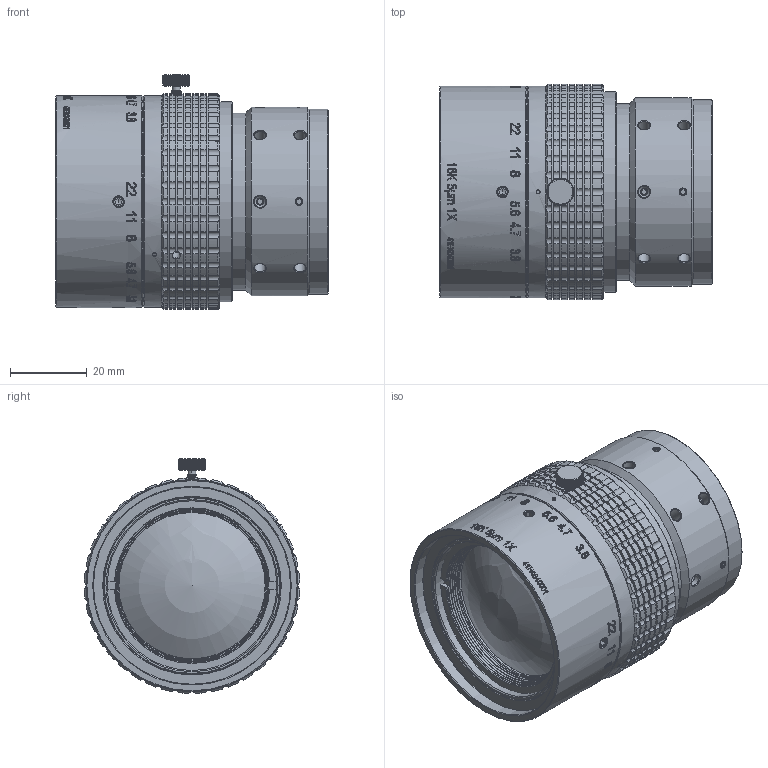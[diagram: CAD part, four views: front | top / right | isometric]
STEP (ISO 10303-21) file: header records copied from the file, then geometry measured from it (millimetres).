
FILE_DESCRIPTION(/* description */ (''),/* implementation_level */ '2;1');
FILE_NAME(/* name */ 'PLS16100APO-B1_stp.stp',/* time_stamp */ '2023-04-18T09:13:57+08:00',/* author */ (''),/* organization */ (''),/* preprocessor_version */ 'ST-DEVELOPER v16',/* originating_system */ 'SIEMENS PLM Software NX 10.0',/* authorisation */ '');
FILE_SCHEMA (('AUTOMOTIVE_DESIGN { 1 0 10303 214 3 1 1 1 }'));
Length unit declared in the file: millimetre
Products named in the file (1): AdmiB3302BA1ae18
Bounding box: 70.87 x 55.97 x 60.99 mm (x, y, z)
Volume: 86431.2 mm3; surface area: 58340 mm2
Topology: 38 solids, 38 shells, 2949 faces, 7453 edges, 4706 vertices
Faces by surface type: plane 1318, cylinder 939, extrusion 387, cone 237, bspline 64, sphere 4
Full cylindrical faces by diameter (mm): 1 x3, 1.6 x16, 2 x16, 2.1 x3, 2.5 x4, 3 x24, 24.2 x2, 27 x2, 29.6 x2, 30 x2, 30.6 x2, 36.7 x4, 37 x2, 37.2 x2, 38 x4, 38.2 x2, 38.4 x2, 38.8 x2, 39.2 x2, 39.6 x2, 40 x4, 41 x2, 42.3 x2, 42.5 x2, 42.7 x4, 44.1 x2, 44.7 x2, 45 x1, 45.1 x2, 46 x3
Entity records: 105607 total; most frequent: CARTESIAN_POINT 36674, ORIENTED_EDGE 14134, DIRECTION 13945, EDGE_CURVE 7067, AXIS2_PLACEMENT_3D 5511, VERTEX_POINT 4636, EDGE_LOOP 3495, ADVANCED_FACE 2949
